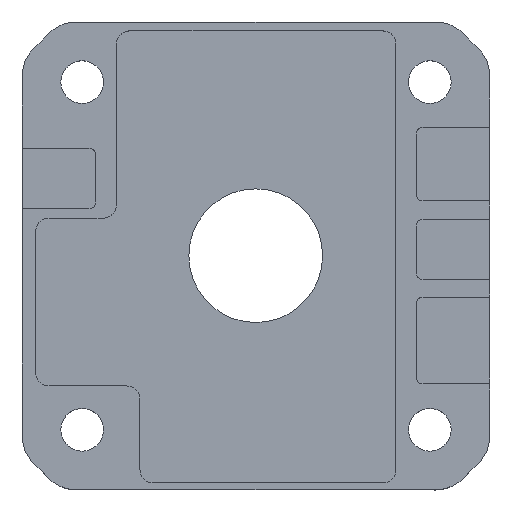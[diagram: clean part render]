
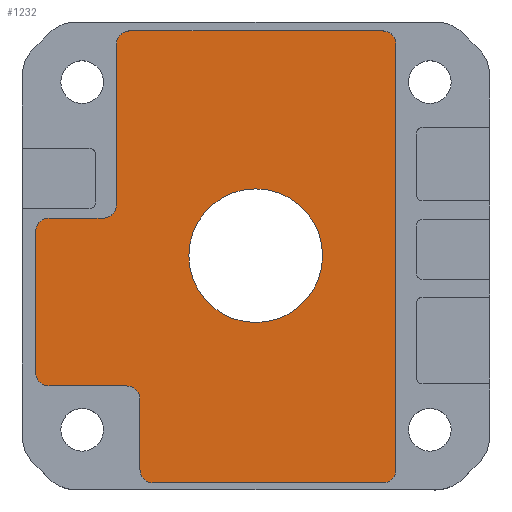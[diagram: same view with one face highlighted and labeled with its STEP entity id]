
A CAD part, top view. The second image highlights one B-rep face of the part: STEP entity #1232.
In plain terms, the highlighted planar face has unit normal (0, 0, 1).
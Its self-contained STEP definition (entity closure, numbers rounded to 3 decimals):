
#20=FACE_BOUND('',#155,.T.);
#39=PLANE('',#1350);
#85=FACE_OUTER_BOUND('',#154,.T.);
#154=EDGE_LOOP('',(#971,#972,#973,#974,#975,#976,#977,#978,#979,#980,#981,
#982,#983,#984,#985,#986));
#155=EDGE_LOOP('',(#987));
#250=LINE('',#1926,#375);
#276=LINE('',#2012,#401);
#277=LINE('',#2016,#402);
#278=LINE('',#2020,#403);
#279=LINE('',#2024,#404);
#280=LINE('',#2028,#405);
#281=LINE('',#2031,#406);
#282=LINE('',#2034,#407);
#375=VECTOR('',#1544,10.);
#401=VECTOR('',#1616,10.);
#402=VECTOR('',#1619,10.);
#403=VECTOR('',#1622,10.);
#404=VECTOR('',#1625,10.);
#405=VECTOR('',#1628,10.);
#406=VECTOR('',#1631,10.);
#407=VECTOR('',#1634,10.);
#451=CIRCLE('',#1288,5.);
#469=CIRCLE('',#1326,1.);
#489=CIRCLE('',#1349,1.);
#490=CIRCLE('',#1351,1.);
#491=CIRCLE('',#1352,1.);
#492=CIRCLE('',#1353,1.);
#493=CIRCLE('',#1354,1.);
#494=CIRCLE('',#1355,1.);
#495=CIRCLE('',#1356,1.);
#509=VERTEX_POINT('',#1783);
#558=VERTEX_POINT('',#1916);
#559=VERTEX_POINT('',#1918);
#561=VERTEX_POINT('',#1924);
#596=VERTEX_POINT('',#2005);
#597=VERTEX_POINT('',#2006);
#598=VERTEX_POINT('',#2011);
#599=VERTEX_POINT('',#2013);
#600=VERTEX_POINT('',#2015);
#601=VERTEX_POINT('',#2017);
#602=VERTEX_POINT('',#2019);
#603=VERTEX_POINT('',#2021);
#604=VERTEX_POINT('',#2023);
#605=VERTEX_POINT('',#2025);
#606=VERTEX_POINT('',#2027);
#607=VERTEX_POINT('',#2029);
#608=VERTEX_POINT('',#2032);
#632=EDGE_CURVE('',#509,#509,#451,.T.);
#696=EDGE_CURVE('',#558,#559,#469,.F.);
#700=EDGE_CURVE('',#561,#558,#250,.T.);
#743=EDGE_CURVE('',#596,#597,#489,.T.);
#746=EDGE_CURVE('',#598,#597,#276,.T.);
#747=EDGE_CURVE('',#598,#599,#490,.T.);
#748=EDGE_CURVE('',#600,#599,#277,.T.);
#749=EDGE_CURVE('',#600,#601,#491,.T.);
#750=EDGE_CURVE('',#602,#601,#278,.T.);
#751=EDGE_CURVE('',#603,#602,#492,.F.);
#752=EDGE_CURVE('',#604,#603,#279,.T.);
#753=EDGE_CURVE('',#604,#605,#493,.T.);
#754=EDGE_CURVE('',#606,#605,#280,.T.);
#755=EDGE_CURVE('',#606,#607,#494,.T.);
#756=EDGE_CURVE('',#559,#607,#281,.T.);
#757=EDGE_CURVE('',#561,#608,#495,.T.);
#758=EDGE_CURVE('',#596,#608,#282,.T.);
#971=ORIENTED_EDGE('',*,*,#743,.T.);
#972=ORIENTED_EDGE('',*,*,#746,.F.);
#973=ORIENTED_EDGE('',*,*,#747,.T.);
#974=ORIENTED_EDGE('',*,*,#748,.F.);
#975=ORIENTED_EDGE('',*,*,#749,.T.);
#976=ORIENTED_EDGE('',*,*,#750,.F.);
#977=ORIENTED_EDGE('',*,*,#751,.F.);
#978=ORIENTED_EDGE('',*,*,#752,.F.);
#979=ORIENTED_EDGE('',*,*,#753,.T.);
#980=ORIENTED_EDGE('',*,*,#754,.F.);
#981=ORIENTED_EDGE('',*,*,#755,.T.);
#982=ORIENTED_EDGE('',*,*,#756,.F.);
#983=ORIENTED_EDGE('',*,*,#696,.F.);
#984=ORIENTED_EDGE('',*,*,#700,.F.);
#985=ORIENTED_EDGE('',*,*,#757,.T.);
#986=ORIENTED_EDGE('',*,*,#758,.F.);
#987=ORIENTED_EDGE('',*,*,#632,.T.);
#1232=ADVANCED_FACE('',(#85,#20),#39,.F.);
#1288=AXIS2_PLACEMENT_3D('',#1785,#1415,#1416);
#1326=AXIS2_PLACEMENT_3D('',#1919,#1537,#1538);
#1349=AXIS2_PLACEMENT_3D('',#2007,#1610,#1611);
#1350=AXIS2_PLACEMENT_3D('',#2010,#1614,#1615);
#1351=AXIS2_PLACEMENT_3D('',#2014,#1617,#1618);
#1352=AXIS2_PLACEMENT_3D('',#2018,#1620,#1621);
#1353=AXIS2_PLACEMENT_3D('',#2022,#1623,#1624);
#1354=AXIS2_PLACEMENT_3D('',#2026,#1626,#1627);
#1355=AXIS2_PLACEMENT_3D('',#2030,#1629,#1630);
#1356=AXIS2_PLACEMENT_3D('',#2033,#1632,#1633);
#1415=DIRECTION('center_axis',(0.,0.,-1.));
#1416=DIRECTION('ref_axis',(1.,0.,0.));
#1537=DIRECTION('center_axis',(0.,0.,-1.));
#1538=DIRECTION('ref_axis',(0.707,0.707,0.));
#1544=DIRECTION('',(0.,1.,0.));
#1610=DIRECTION('center_axis',(0.,0.,1.));
#1611=DIRECTION('ref_axis',(0.707,-0.707,0.));
#1614=DIRECTION('center_axis',(0.,0.,-1.));
#1615=DIRECTION('ref_axis',(-1.,0.,0.));
#1616=DIRECTION('',(0.,-1.,0.));
#1617=DIRECTION('center_axis',(0.,0.,1.));
#1618=DIRECTION('ref_axis',(0.707,0.707,0.));
#1619=DIRECTION('',(1.,0.,0.));
#1620=DIRECTION('center_axis',(0.,0.,1.));
#1621=DIRECTION('ref_axis',(-0.707,0.707,0.));
#1622=DIRECTION('',(0.,1.,0.));
#1623=DIRECTION('center_axis',(0.,0.,-1.));
#1624=DIRECTION('ref_axis',(0.707,-0.707,0.));
#1625=DIRECTION('',(1.,0.,0.));
#1626=DIRECTION('center_axis',(0.,0.,1.));
#1627=DIRECTION('ref_axis',(-0.707,0.707,0.));
#1628=DIRECTION('',(0.,1.,0.));
#1629=DIRECTION('center_axis',(0.,0.,1.));
#1630=DIRECTION('ref_axis',(-0.707,-0.707,0.));
#1631=DIRECTION('',(-1.,0.,0.));
#1632=DIRECTION('center_axis',(0.,0.,1.));
#1633=DIRECTION('ref_axis',(-0.707,-0.707,0.));
#1634=DIRECTION('',(-1.,0.,0.));
#1783=CARTESIAN_POINT('',(14.519,28.344,-2.8));
#1785=CARTESIAN_POINT('Origin',(19.519,28.344,-2.8));
#1916=CARTESIAN_POINT('',(10.857,17.596,-2.8));
#1918=CARTESIAN_POINT('',(9.857,18.596,-2.8));
#1919=CARTESIAN_POINT('Origin',(9.857,17.596,-2.8));
#1924=CARTESIAN_POINT('',(10.857,12.35,-2.8));
#1926=CARTESIAN_POINT('',(10.857,11.35,-2.8));
#2005=CARTESIAN_POINT('',(29.,11.35,-2.8));
#2006=CARTESIAN_POINT('',(30.,12.35,-2.8));
#2007=CARTESIAN_POINT('Origin',(29.,12.35,-2.8));
#2010=CARTESIAN_POINT('Origin',(16.533,28.254,-2.8));
#2011=CARTESIAN_POINT('',(30.,44.157,-2.8));
#2012=CARTESIAN_POINT('',(30.,45.157,-2.8));
#2013=CARTESIAN_POINT('',(29.,45.157,-2.8));
#2014=CARTESIAN_POINT('Origin',(29.,44.157,-2.8));
#2015=CARTESIAN_POINT('',(10.103,45.157,-2.8));
#2016=CARTESIAN_POINT('',(9.103,45.157,-2.8));
#2017=CARTESIAN_POINT('',(9.103,44.157,-2.8));
#2018=CARTESIAN_POINT('Origin',(10.103,44.157,-2.8));
#2019=CARTESIAN_POINT('',(9.103,32.15,-2.8));
#2020=CARTESIAN_POINT('',(9.103,31.15,-2.8));
#2021=CARTESIAN_POINT('',(8.103,31.15,-2.8));
#2022=CARTESIAN_POINT('Origin',(8.103,32.15,-2.8));
#2023=CARTESIAN_POINT('',(4.067,31.15,-2.8));
#2024=CARTESIAN_POINT('',(3.067,31.15,-2.8));
#2025=CARTESIAN_POINT('',(3.067,30.15,-2.8));
#2026=CARTESIAN_POINT('Origin',(4.067,30.15,-2.8));
#2027=CARTESIAN_POINT('',(3.067,19.596,-2.8));
#2028=CARTESIAN_POINT('',(3.067,18.596,-2.8));
#2029=CARTESIAN_POINT('',(4.067,18.596,-2.8));
#2030=CARTESIAN_POINT('Origin',(4.067,19.596,-2.8));
#2031=CARTESIAN_POINT('',(10.857,18.596,-2.8));
#2032=CARTESIAN_POINT('',(11.857,11.35,-2.8));
#2033=CARTESIAN_POINT('Origin',(11.857,12.35,-2.8));
#2034=CARTESIAN_POINT('',(30.,11.35,-2.8));
